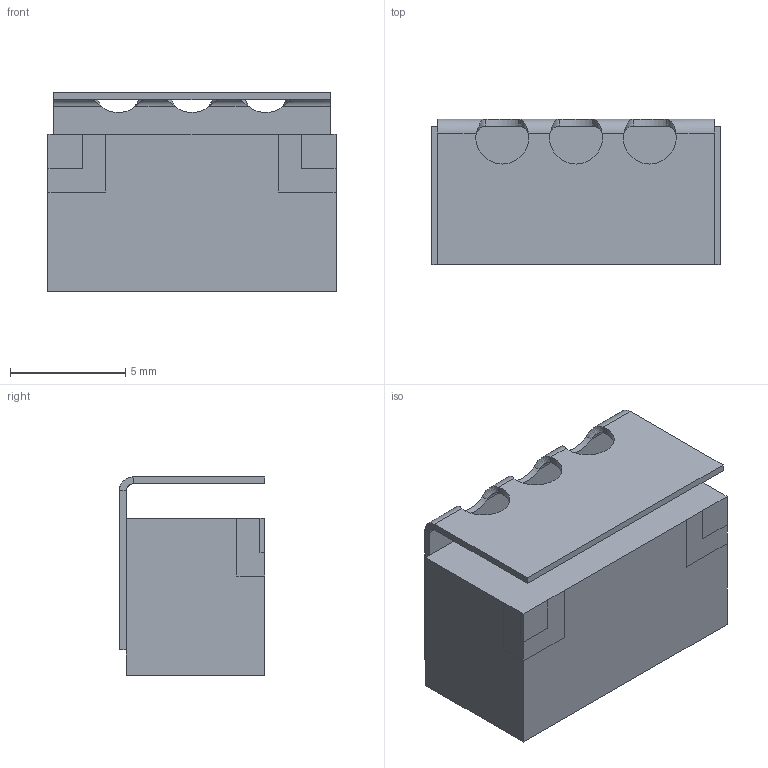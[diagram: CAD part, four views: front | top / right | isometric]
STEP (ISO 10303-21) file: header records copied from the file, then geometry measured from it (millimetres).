
FILE_DESCRIPTION(('STEP AP203'), '1');
FILE_NAME('ÍØÁÀ.434834.081_Ôèëüòð ÔÊÏ1-281-1,957-15', '', ('UNSPECIFIED'), ('UNSPECIFIED'), 'ASCON STEP Converter 1.6', 'ASCON Math Kernel', '');
FILE_SCHEMA(('CONFIG_CONTROL_DESIGN'));
Length unit declared in the file: millimetre
Products named in the file (1): НШБА.434834.081_Фильтр ФКП1-281-1,957-15
Bounding box: 12.5 x 6.3 x 8.6 mm (x, y, z)
Volume: 522.8 mm3; surface area: 798.4 mm2
Topology: 2 solids, 2 shells, 434 faces, 1150 edges, 756 vertices
Faces by surface type: plane 300, bspline 111, cylinder 23
Full cylindrical faces by diameter (mm): 1.4 x3
Entity records: 27090 total; most frequent: CARTESIAN_POINT 13700, ORIENTED_EDGE 2294, DIRECTION 1520, EDGE_CURVE 1147, LINE 804, VECTOR 804, VERTEX_POINT 756, EDGE_LOOP 485
